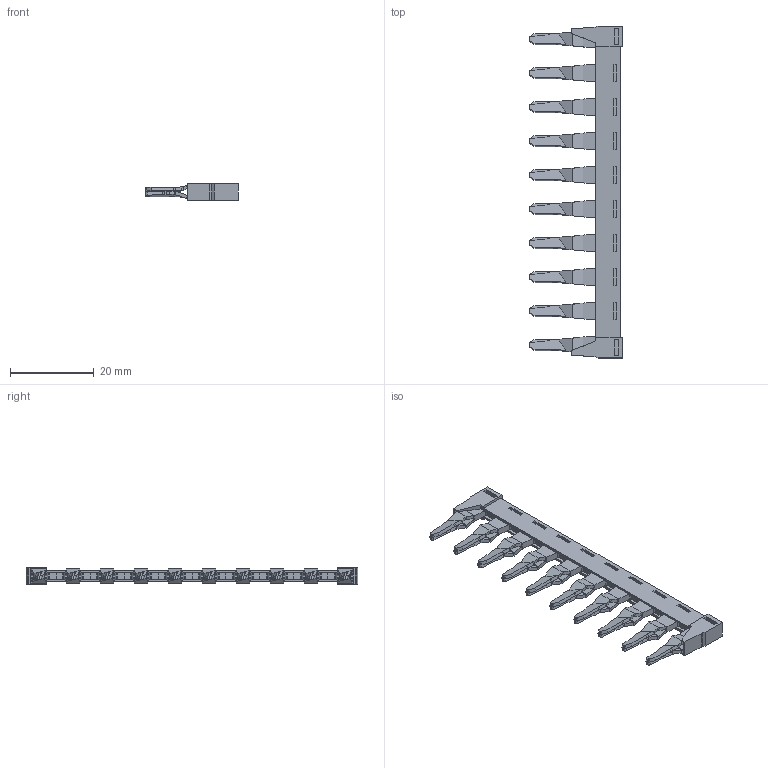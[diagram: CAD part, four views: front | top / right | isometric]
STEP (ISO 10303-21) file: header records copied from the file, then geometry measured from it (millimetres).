
FILE_DESCRIPTION(/* description */ (''),/* implementation_level */ '2;1');
FILE_NAME(/* name */ '17410.8_FIQI_6-10_10.stp',/* time_stamp */ '2018-06-26T11:03:42+02:00',/* author */ (''),/* organization */ (''),/* preprocessor_version */ 'ST-DEVELOPER v16',/* originating_system */ 'SIEMENS PLM Software NX 10.0',/* authorisation */ '');
FILE_SCHEMA (('AP203_CONFIGURATION_CONTROLLED_3D_DESIGN_OF_MECHANICAL_PARTS_AND_ASSEMBLIES_MIM_LF { 1 0 10303 403 2 1 2}'));
Length unit declared in the file: millimetre
Products named in the file (1): scho2214D57Bx5e9
Bounding box: 22.12 x 79.1 x 4 mm (x, y, z)
Volume: 2054.4 mm3; surface area: 5099.1 mm2
Topology: 1 solids, 1 shells, 781 faces, 2061 edges, 1294 vertices
Faces by surface type: plane 521, cylinder 140, bspline 120
Entity records: 28025 total; most frequent: CARTESIAN_POINT 9655, ORIENTED_EDGE 4122, DIRECTION 3197, EDGE_CURVE 2061, LINE 1553, VECTOR 1553, VERTEX_POINT 1294, AXIS2_PLACEMENT_3D 822
